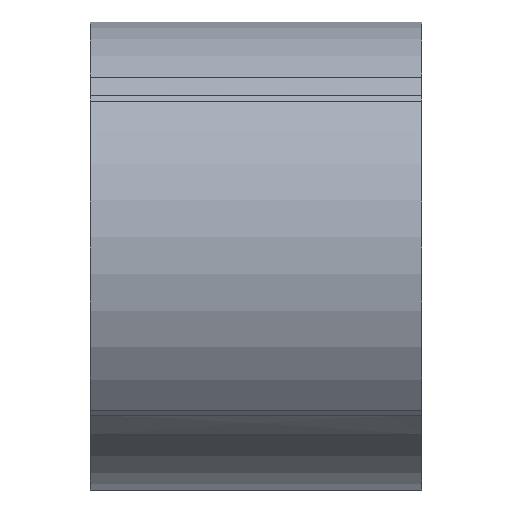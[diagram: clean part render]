
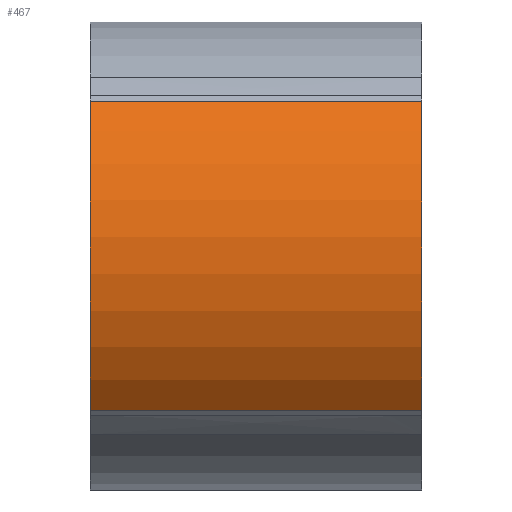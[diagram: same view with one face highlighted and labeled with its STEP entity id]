
A CAD part, top view. The second image highlights one B-rep face of the part: STEP entity #467.
In plain terms, the highlighted cylindrical face has radius 3.775 mm (diameter 7.55 mm), a partial arc.
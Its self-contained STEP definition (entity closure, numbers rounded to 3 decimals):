
#23=CIRCLE('',#506,3.775);
#24=CIRCLE('',#507,3.775);
#34=CYLINDRICAL_SURFACE('',#505,3.775);
#45=FACE_OUTER_BOUND('',#71,.T.);
#71=EDGE_LOOP('',(#325,#326,#327,#328));
#102=LINE('',#766,#130);
#103=LINE('',#769,#131);
#130=VECTOR('',#546,10.);
#131=VECTOR('',#549,10.);
#195=VERTEX_POINT('',#762);
#196=VERTEX_POINT('',#763);
#197=VERTEX_POINT('',#765);
#198=VERTEX_POINT('',#767);
#248=EDGE_CURVE('',#195,#196,#23,.T.);
#249=EDGE_CURVE('',#197,#195,#102,.T.);
#250=EDGE_CURVE('',#197,#198,#24,.T.);
#251=EDGE_CURVE('',#198,#196,#103,.T.);
#325=ORIENTED_EDGE('',*,*,#248,.F.);
#326=ORIENTED_EDGE('',*,*,#249,.F.);
#327=ORIENTED_EDGE('',*,*,#250,.T.);
#328=ORIENTED_EDGE('',*,*,#251,.T.);
#467=ADVANCED_FACE('',(#45),#34,.T.);
#505=AXIS2_PLACEMENT_3D('',#761,#542,#543);
#506=AXIS2_PLACEMENT_3D('',#764,#544,#545);
#507=AXIS2_PLACEMENT_3D('',#768,#547,#548);
#542=DIRECTION('center_axis',(1.,0.,0.));
#543=DIRECTION('ref_axis',(0.,0.658,0.753));
#544=DIRECTION('center_axis',(1.,0.,0.));
#545=DIRECTION('ref_axis',(0.,0.658,0.753));
#546=DIRECTION('',(1.,0.,0.));
#547=DIRECTION('center_axis',(1.,0.,0.));
#548=DIRECTION('ref_axis',(0.,0.658,0.753));
#549=DIRECTION('',(1.,0.,0.));
#761=CARTESIAN_POINT('Origin',(-22.941,12.7,0.));
#762=CARTESIAN_POINT('',(-17.616,15.184,2.843));
#763=CARTESIAN_POINT('',(-17.616,10.216,2.843));
#764=CARTESIAN_POINT('Origin',(-17.616,12.7,0.));
#765=CARTESIAN_POINT('',(-22.941,15.184,2.843));
#766=CARTESIAN_POINT('',(-22.941,15.184,2.843));
#767=CARTESIAN_POINT('',(-22.941,10.216,2.843));
#768=CARTESIAN_POINT('Origin',(-22.941,12.7,0.));
#769=CARTESIAN_POINT('',(-22.941,10.216,2.843));
